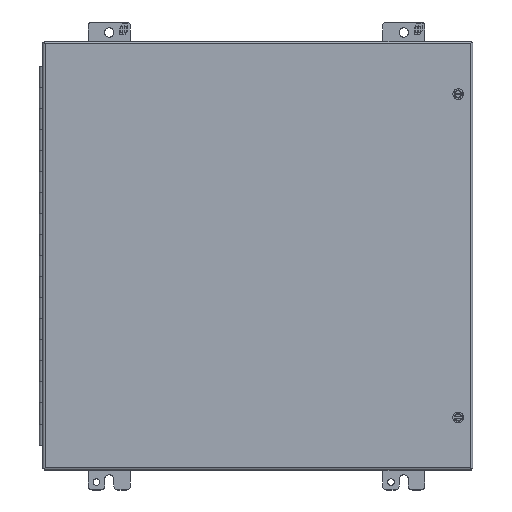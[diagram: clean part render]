
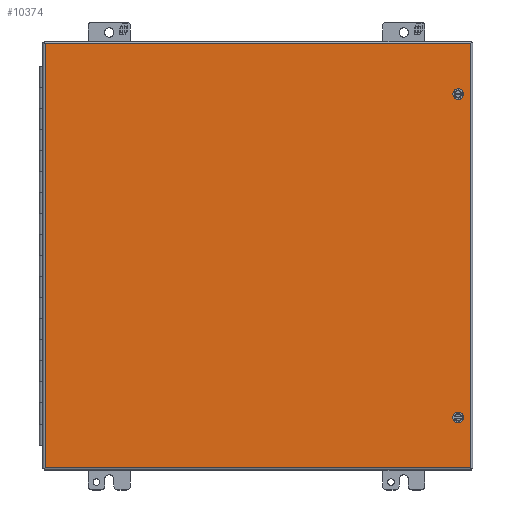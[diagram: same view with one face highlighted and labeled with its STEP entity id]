
A CAD part, top view. The second image highlights one B-rep face of the part: STEP entity #10374.
In plain terms, the highlighted planar face has unit normal (0, 0, 1).
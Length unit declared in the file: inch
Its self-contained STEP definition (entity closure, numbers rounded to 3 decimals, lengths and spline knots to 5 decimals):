
#1011 = DIRECTION ( 'NONE',  ( 0., -1., 0. ) ) ;
#1046 = EDGE_CURVE ( 'NONE', #3643, #6317, #7804, .T. ) ;
#1351 = CARTESIAN_POINT ( 'NONE',  ( 9.58998, -7.5535, 7.172 ) ) ;
#1601 = ORIENTED_EDGE ( 'NONE', *, *, #17966, .T. ) ;
#1616 = CARTESIAN_POINT ( 'NONE',  ( 10.16998, -10.0795, 7.172 ) ) ;
#2037 = DIRECTION ( 'NONE',  ( 0., -1., 0. ) ) ;
#2241 = VECTOR ( 'NONE', #21475, 39.37008 ) ;
#2308 = EDGE_CURVE ( 'NONE', #15239, #27070, #23650, .T. ) ;
#2778 = EDGE_LOOP ( 'NONE', ( #17863, #27017 ) ) ;
#3643 = VERTEX_POINT ( 'NONE', #17380 ) ;
#3905 = EDGE_CURVE ( 'NONE', #6317, #11599, #5338, .T. ) ;
#4047 = CARTESIAN_POINT ( 'NONE',  ( 9.58998, 7.8195, 7.172 ) ) ;
#4325 = DIRECTION ( 'NONE',  ( 0., 0., 1. ) ) ;
#5045 = DIRECTION ( 'NONE',  ( -1., 0., 0. ) ) ;
#5083 = EDGE_CURVE ( 'NONE', #11599, #10653, #10154, .T. ) ;
#5089 = DIRECTION ( 'NONE',  ( 0., -1., 0. ) ) ;
#5338 = LINE ( 'NONE', #1616, #26891 ) ;
#5518 = AXIS2_PLACEMENT_3D ( 'NONE', #25270, #4325, #10431 ) ;
#6149 = CARTESIAN_POINT ( 'NONE',  ( 9.58998, 7.6865, 7.172 ) ) ;
#6317 = VERTEX_POINT ( 'NONE', #20277 ) ;
#6423 = AXIS2_PLACEMENT_3D ( 'NONE', #18721, #16511, #2037 ) ;
#6655 = CARTESIAN_POINT ( 'NONE',  ( 9.58998, 7.5535, 7.172 ) ) ;
#7598 = AXIS2_PLACEMENT_3D ( 'NONE', #6149, #26564, #14255 ) ;
#7804 = LINE ( 'NONE', #13080, #2241 ) ;
#8287 = DIRECTION ( 'NONE',  ( 0., -1., 0. ) ) ;
#8374 = DIRECTION ( 'NONE',  ( 0., 0., -1. ) ) ;
#9244 = CARTESIAN_POINT ( 'NONE',  ( 10.16998, 10.0795, 7.172 ) ) ;
#9412 = CARTESIAN_POINT ( 'NONE',  ( -10.05202, 10.0795, 7.172 ) ) ;
#9643 = AXIS2_PLACEMENT_3D ( 'NONE', #20567, #25261, #5089 ) ;
#10154 = LINE ( 'NONE', #9412, #25817 ) ;
#10322 = CIRCLE ( 'NONE', #9643, 0.133 ) ;
#10374 = ADVANCED_FACE ( 'NONE', ( #11846, #17416, #24918 ), #25099, .T. ) ;
#10431 = DIRECTION ( 'NONE',  ( 0., -1., 0. ) ) ;
#10653 = VERTEX_POINT ( 'NONE', #13985 ) ;
#11152 = AXIS2_PLACEMENT_3D ( 'NONE', #22585, #8374, #8287 ) ;
#11599 = VERTEX_POINT ( 'NONE', #9244 ) ;
#11846 = FACE_OUTER_BOUND ( 'NONE', #24163, .T. ) ;
#12165 = LINE ( 'NONE', #15398, #25231 ) ;
#13080 = CARTESIAN_POINT ( 'NONE',  ( -10.05202, -10.0795, 7.172 ) ) ;
#13162 = CIRCLE ( 'NONE', #7598, 0.133 ) ;
#13985 = CARTESIAN_POINT ( 'NONE',  ( -10.05202, 10.0795, 7.172 ) ) ;
#14255 = DIRECTION ( 'NONE',  ( 0., -1., 0. ) ) ;
#14719 = ORIENTED_EDGE ( 'NONE', *, *, #1046, .T. ) ;
#15178 = CIRCLE ( 'NONE', #6423, 0.133 ) ;
#15239 = VERTEX_POINT ( 'NONE', #1351 ) ;
#15246 = ORIENTED_EDGE ( 'NONE', *, *, #3905, .T. ) ;
#15398 = CARTESIAN_POINT ( 'NONE',  ( -10.05202, -10.0795, 7.172 ) ) ;
#16014 = DIRECTION ( 'NONE',  ( 0., 1., 0. ) ) ;
#16276 = EDGE_CURVE ( 'NONE', #27070, #15239, #10322, .T. ) ;
#16511 = DIRECTION ( 'NONE',  ( 0., 0., -1. ) ) ;
#17380 = CARTESIAN_POINT ( 'NONE',  ( -10.05202, -10.0795, 7.172 ) ) ;
#17416 = FACE_BOUND ( 'NONE', #2778, .T. ) ;
#17667 = EDGE_CURVE ( 'NONE', #26279, #22705, #13162, .T. ) ;
#17863 = ORIENTED_EDGE ( 'NONE', *, *, #20548, .T. ) ;
#17966 = EDGE_CURVE ( 'NONE', #10653, #3643, #12165, .T. ) ;
#18151 = CARTESIAN_POINT ( 'NONE',  ( 9.58998, -7.8195, 7.172 ) ) ;
#18721 = CARTESIAN_POINT ( 'NONE',  ( 9.58998, 7.6865, 7.172 ) ) ;
#20277 = CARTESIAN_POINT ( 'NONE',  ( 10.16998, -10.0795, 7.172 ) ) ;
#20548 = EDGE_CURVE ( 'NONE', #22705, #26279, #15178, .T. ) ;
#20567 = CARTESIAN_POINT ( 'NONE',  ( 9.58998, -7.6865, 7.172 ) ) ;
#20641 = ORIENTED_EDGE ( 'NONE', *, *, #5083, .T. ) ;
#21475 = DIRECTION ( 'NONE',  ( 1., 0., 0. ) ) ;
#22048 = ORIENTED_EDGE ( 'NONE', *, *, #2308, .T. ) ;
#22585 = CARTESIAN_POINT ( 'NONE',  ( 9.58998, -7.6865, 7.172 ) ) ;
#22705 = VERTEX_POINT ( 'NONE', #6655 ) ;
#23072 = EDGE_LOOP ( 'NONE', ( #23511, #22048 ) ) ;
#23511 = ORIENTED_EDGE ( 'NONE', *, *, #16276, .T. ) ;
#23650 = CIRCLE ( 'NONE', #11152, 0.133 ) ;
#24163 = EDGE_LOOP ( 'NONE', ( #15246, #20641, #1601, #14719 ) ) ;
#24918 = FACE_BOUND ( 'NONE', #23072, .T. ) ;
#25099 = PLANE ( 'NONE',  #5518 ) ;
#25231 = VECTOR ( 'NONE', #1011, 39.37008 ) ;
#25261 = DIRECTION ( 'NONE',  ( 0., 0., -1. ) ) ;
#25270 = CARTESIAN_POINT ( 'NONE',  ( -10.05202, -10.0795, 7.172 ) ) ;
#25817 = VECTOR ( 'NONE', #5045, 39.37008 ) ;
#26279 = VERTEX_POINT ( 'NONE', #4047 ) ;
#26564 = DIRECTION ( 'NONE',  ( 0., 0., -1. ) ) ;
#26891 = VECTOR ( 'NONE', #16014, 39.37008 ) ;
#27017 = ORIENTED_EDGE ( 'NONE', *, *, #17667, .T. ) ;
#27070 = VERTEX_POINT ( 'NONE', #18151 ) ;
